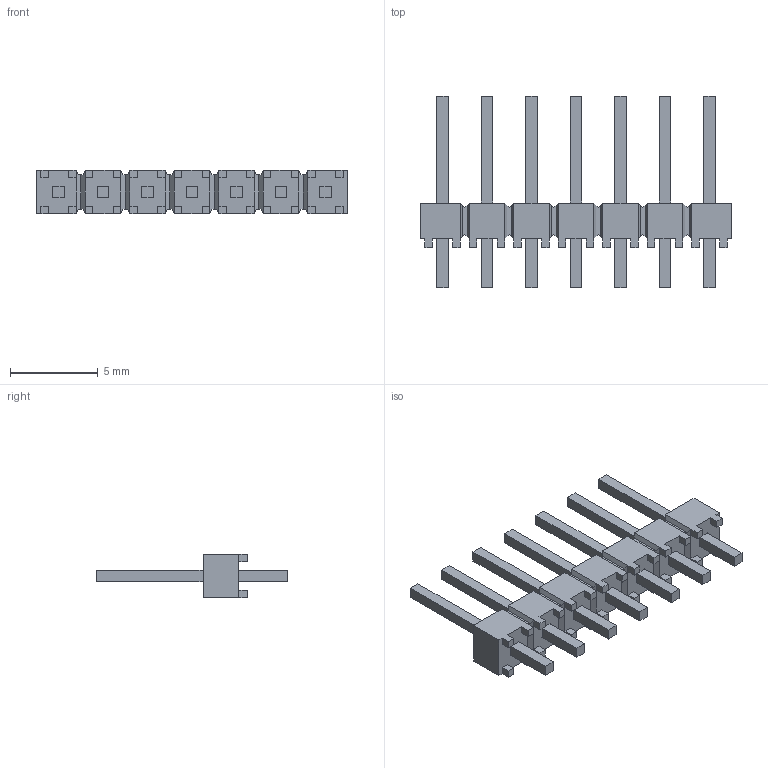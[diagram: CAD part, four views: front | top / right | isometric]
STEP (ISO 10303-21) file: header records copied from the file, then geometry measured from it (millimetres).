
FILE_DESCRIPTION (( 'STEP AP214' ), '1' );
FILE_NAME ('HMTSW-107-07-G-S-240.STEP', '2019-04-11T13:33:56', ( '' ), ( '' ), 'SwSTEP 2.0', 'SolidWorks 2018', '' );
FILE_SCHEMA (( 'AUTOMOTIVE_DESIGN' ));
Length unit declared in the file: inch
Products named in the file (3): _HMTSW_107_07_G_S_240_body_2; _HMTSW_107_07_S_240_4; HMTSW-107-07-G-S-240
Assembly tree (2 placements, depth 2):
  HMTSW-107-07-G-S-240
    _HMTSW_107_07_G_S_240_body_2
    _HMTSW_107_07_S_240_4
Bounding box: 17.78 x 10.92 x 2.49 mm (x, y, z)
Volume: 115.2 mm3; surface area: 459.8 mm2
Topology: 2 solids, 2 shells, 306 faces, 792 edges, 504 vertices
Faces by surface type: plane 306
Entity records: 9192 total; most frequent: CARTESIAN_POINT 1607, ORIENTED_EDGE 1584, DIRECTION 1414, VECTOR 792, LINE 792, EDGE_CURVE 792, VERTEX_POINT 504, EDGE_LOOP 334
